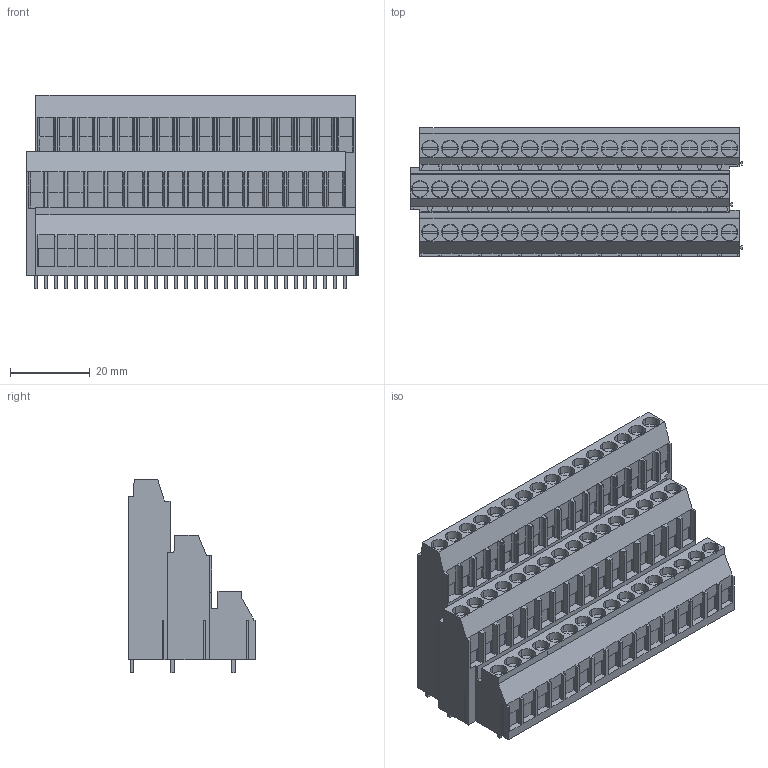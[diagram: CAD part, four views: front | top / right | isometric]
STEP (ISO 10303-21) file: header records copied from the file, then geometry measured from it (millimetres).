
FILE_DESCRIPTION(('CATIA V5 STEP','CAx-IF Rec.Pracs.--- Model Styling and Organization---1.4--- 2014-01-23'),'2;1');
FILE_NAME ('D1461020_1', '2024-03-19T08:32:44+00:00', ('none'), ('Weidmueller'), 'CATIA Version 5-6 Release 2016 SP3 HF44', 'CATIA V5 STEP AP214', 'none');
FILE_SCHEMA(('AUTOMOTIVE_DESIGN { 1 0 10303 214 1 1 1 1 }'));
Length unit declared in the file: millimetre
Products named in the file (1): 1978970000
Bounding box: 83.15 x 32 x 48.47 mm (x, y, z)
Volume: 69652.3 mm3; surface area: 22140.2 mm2
Topology: 97 solids, 97 shells, 1377 faces, 3525 edges, 2391 vertices
Faces by surface type: plane 1125, cylinder 221, extrusion 31
Entity records: 38267 total; most frequent: CARTESIAN_POINT 8375, ORIENTED_EDGE 7050, DIRECTION 4390, EDGE_CURVE 3525, VECTOR 2709, LINE 2678, VERTEX_POINT 2391, EDGE_LOOP 1426
